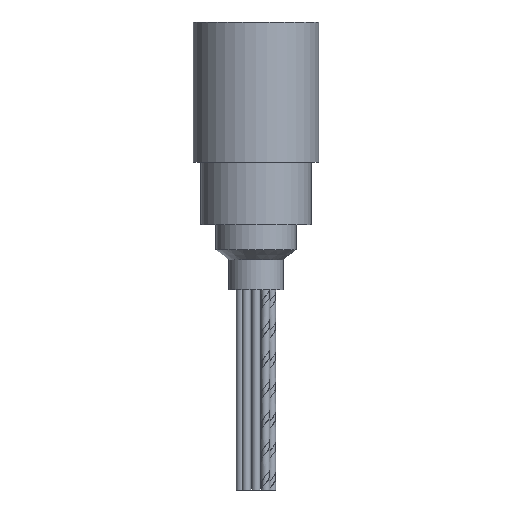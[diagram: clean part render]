
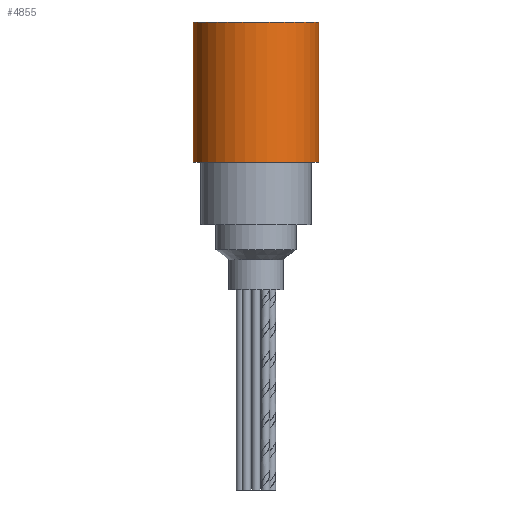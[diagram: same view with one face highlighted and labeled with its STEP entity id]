
A CAD part, front view. The second image highlights one B-rep face of the part: STEP entity #4855.
In plain terms, the highlighted cylindrical face has radius 12.5 mm (diameter 25 mm), a full revolution.
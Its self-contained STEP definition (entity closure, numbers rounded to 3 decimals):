
#41=CYLINDRICAL_SURFACE($,#5059,12.5);
#52=CIRCLE($,#4951,12.5);
#95=CIRCLE($,#5060,12.5);
#165=FACE_BOUND($,#874,.T.);
#544=FACE_OUTER_BOUND($,#873,.T.);
#873=EDGE_LOOP($,(#4217));
#874=EDGE_LOOP($,(#4218));
#2200=VERTEX_POINT($,#8426);
#2271=VERTEX_POINT($,#11462);
#2828=EDGE_CURVE($,#2200,#2200,#52,.T.);
#2923=EDGE_CURVE($,#2271,#2271,#95,.T.);
#4217=ORIENTED_EDGE($,*,*,#2828,.T.);
#4218=ORIENTED_EDGE($,*,*,#2923,.F.);
#4855=ADVANCED_FACE($,(#544,#165),#41,.T.);
#4951=AXIS2_PLACEMENT_3D($,#8427,#5563,#5564);
#5059=AXIS2_PLACEMENT_3D($,#11461,#5811,#5812);
#5060=AXIS2_PLACEMENT_3D($,#11463,#5813,#5814);
#5563=DIRECTION('center_axis',(0.,0.,-1.));
#5564=DIRECTION('ref_axis',(-1.,0.,0.));
#5811=DIRECTION('center_axis',(0.,0.,1.));
#5812=DIRECTION('ref_axis',(-1.,0.,0.));
#5813=DIRECTION('center_axis',(0.,0.,-1.));
#5814=DIRECTION('ref_axis',(-1.,0.,0.));
#8426=CARTESIAN_POINT('',(12.5,0.,28.));
#8427=CARTESIAN_POINT('Origin',(0.,0.,28.));
#11461=CARTESIAN_POINT('Origin',(0.,0.,0.));
#11462=CARTESIAN_POINT('',(12.5,0.,0.));
#11463=CARTESIAN_POINT('Origin',(0.,0.,0.));
